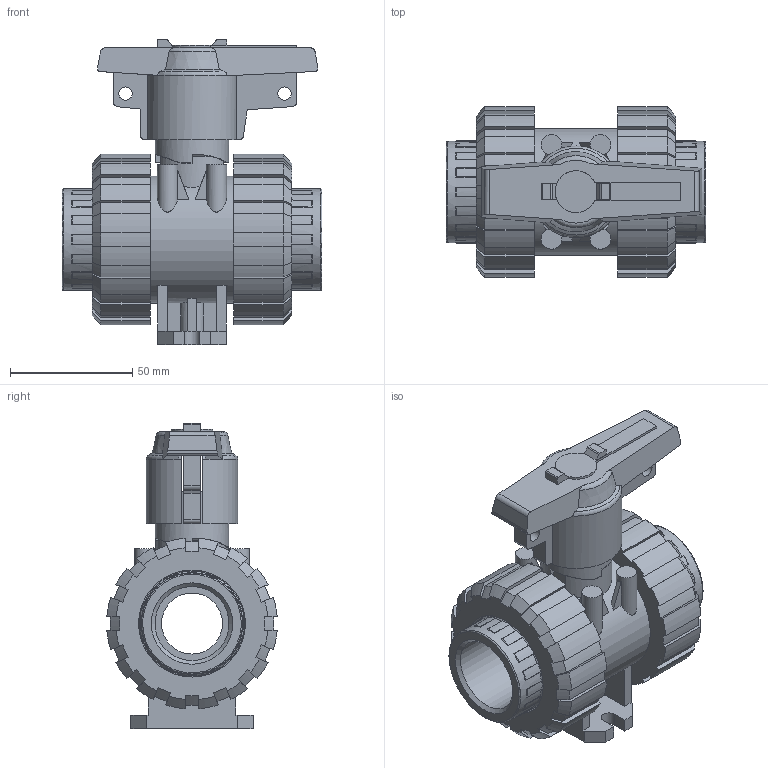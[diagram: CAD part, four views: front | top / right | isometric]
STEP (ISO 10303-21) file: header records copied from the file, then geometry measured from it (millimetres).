
FILE_DESCRIPTION((''),'2;1');
FILE_NAME('PV10053C025.stp','2022-02-14T16:36:28',('RL'),(''),'Autodesk Inventor 2012','Autodesk Inventor 2012','');
FILE_SCHEMA(('AUTOMOTIVE_DESIGN { 1 0 10303 214 1 1 1 1 }'));
Length unit declared in the file: millimetre
Products named in the file (1): PV10053C025
Bounding box: 106.4 x 69.78 x 124.93 mm (x, y, z)
Volume: 292591.2 mm3; surface area: 86727.7 mm2
Topology: 6 solids, 6 shells, 553 faces, 1618 edges, 1086 vertices
Faces by surface type: plane 286, cone 150, cylinder 109, torus 8
Full cylindrical faces by diameter (mm): 5.5 x2, 8.4 x4, 25 x3, 30 x1, 30.29 x2, 43.8 x2, 52 x3
Entity records: 18717 total; most frequent: CARTESIAN_POINT 4723, ORIENTED_EDGE 3152, DIRECTION 2720, EDGE_CURVE 1576, VERTEX_POINT 1072, AXIS2_PLACEMENT_3D 994, VECTOR 732, LINE 732
